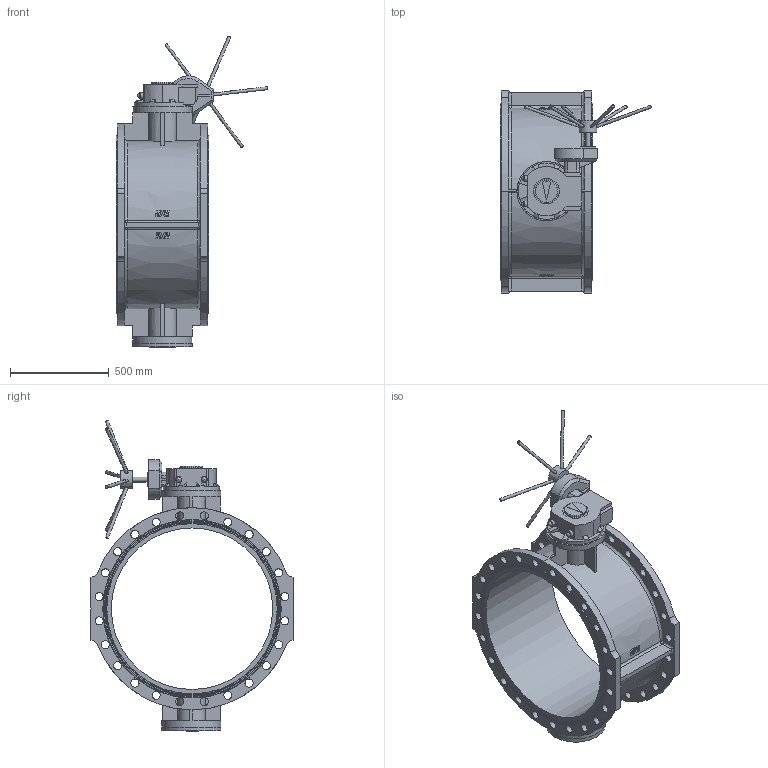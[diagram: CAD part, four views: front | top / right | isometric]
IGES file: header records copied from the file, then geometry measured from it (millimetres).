
Start section: SolidWorks IGES file using analytic representation for surfaces
Global section: file name: O_756_1_DN800_1XX00_AA0_igs.igs; native system: SolidWorks 2012; preprocessor: SolidWorks 2012; author: pbm; date: 160304.130554; units: millimetre
Bounding box: 769.18 x 1025 x 1576.93 mm (x, y, z)
Surface area: 4813178.8 mm2 (no closed solid volume)
Topology: 0 solids, 0 shells, 693 faces, 3820 edges, 3659 vertices
Faces by surface type: bspline 470, revolution 223
